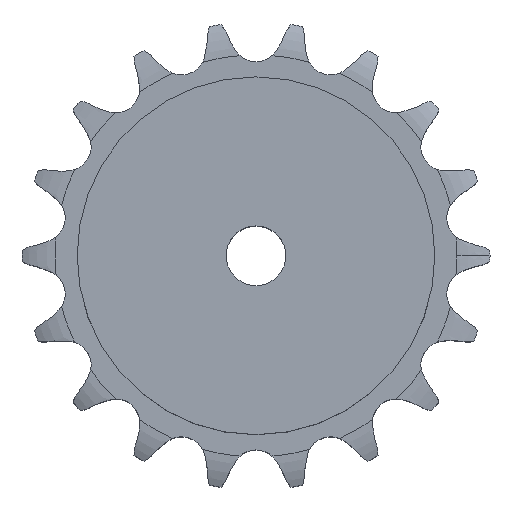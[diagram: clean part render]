
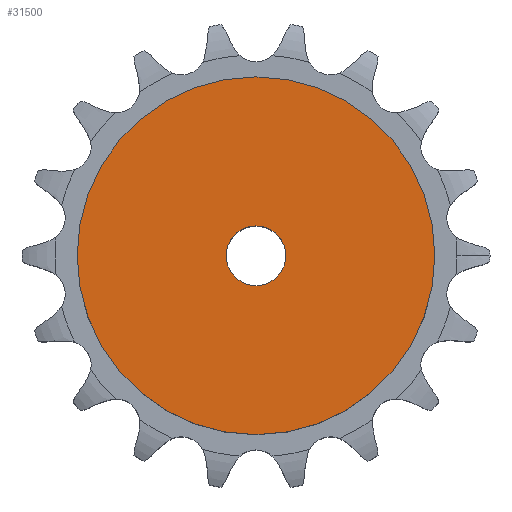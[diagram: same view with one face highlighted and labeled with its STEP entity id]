
A CAD part, top view. The second image highlights one B-rep face of the part: STEP entity #31500.
In plain terms, the highlighted planar face has unit normal (0, 0, 1).
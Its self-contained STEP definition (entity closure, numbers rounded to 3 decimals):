
#16916 = CYLINDRICAL_SURFACE('',#16917,10.);
#16917 = AXIS2_PLACEMENT_3D('',#16918,#16919,#16920);
#16918 = CARTESIAN_POINT('',(0.,0.,255.692));
#16919 = DIRECTION('',(0.,0.,1.));
#16920 = DIRECTION('',(1.,0.,0.));
#21576 = EDGE_CURVE('',#21577,#21577,#21579,.T.);
#21577 = VERTEX_POINT('',#21578);
#21578 = CARTESIAN_POINT('',(10.,0.,70.));
#21579 = SURFACE_CURVE('',#21580,(#21585,#21592),.PCURVE_S1.);
#21580 = CIRCLE('',#21581,10.);
#21581 = AXIS2_PLACEMENT_3D('',#21582,#21583,#21584);
#21582 = CARTESIAN_POINT('',(0.,0.,70.));
#21583 = DIRECTION('',(0.,0.,1.));
#21584 = DIRECTION('',(1.,0.,0.));
#21585 = PCURVE('',#16916,#21586);
#21586 = DEFINITIONAL_REPRESENTATION('',(#21587),#21591);
#21587 = LINE('',#21588,#21589);
#21588 = CARTESIAN_POINT('',(0.,-185.692));
#21589 = VECTOR('',#21590,1.);
#21590 = DIRECTION('',(1.,0.));
#21591 = ( GEOMETRIC_REPRESENTATION_CONTEXT(2) 
PARAMETRIC_REPRESENTATION_CONTEXT() REPRESENTATION_CONTEXT('2D SPACE',''
  ) );
#21592 = PCURVE('',#21593,#21598);
#21593 = PLANE('',#21594);
#21594 = AXIS2_PLACEMENT_3D('',#21595,#21596,#21597);
#21595 = CARTESIAN_POINT('',(0.,0.,70.)
  );
#21596 = DIRECTION('',(0.,0.,1.));
#21597 = DIRECTION('',(1.,0.,0.));
#21598 = DEFINITIONAL_REPRESENTATION('',(#21599),#21603);
#21599 = CIRCLE('',#21600,10.);
#21600 = AXIS2_PLACEMENT_2D('',#21601,#21602);
#21601 = CARTESIAN_POINT('',(0.,0.));
#21602 = DIRECTION('',(1.,0.));
#21603 = ( GEOMETRIC_REPRESENTATION_CONTEXT(2) 
PARAMETRIC_REPRESENTATION_CONTEXT() REPRESENTATION_CONTEXT('2D SPACE',''
  ) );
#31500 = ADVANCED_FACE('',(#31501,#31532),#21593,.T.);
#31501 = FACE_BOUND('',#31502,.T.);
#31502 = EDGE_LOOP('',(#31503));
#31503 = ORIENTED_EDGE('',*,*,#31504,.T.);
#31504 = EDGE_CURVE('',#31505,#31505,#31507,.T.);
#31505 = VERTEX_POINT('',#31506);
#31506 = CARTESIAN_POINT('',(60.,0.,70.));
#31507 = SURFACE_CURVE('',#31508,(#31513,#31520),.PCURVE_S1.);
#31508 = CIRCLE('',#31509,60.);
#31509 = AXIS2_PLACEMENT_3D('',#31510,#31511,#31512);
#31510 = CARTESIAN_POINT('',(0.,0.,70.));
#31511 = DIRECTION('',(0.,0.,1.));
#31512 = DIRECTION('',(1.,0.,0.));
#31513 = PCURVE('',#21593,#31514);
#31514 = DEFINITIONAL_REPRESENTATION('',(#31515),#31519);
#31515 = CIRCLE('',#31516,60.);
#31516 = AXIS2_PLACEMENT_2D('',#31517,#31518);
#31517 = CARTESIAN_POINT('',(0.,0.));
#31518 = DIRECTION('',(1.,0.));
#31519 = ( GEOMETRIC_REPRESENTATION_CONTEXT(2) 
PARAMETRIC_REPRESENTATION_CONTEXT() REPRESENTATION_CONTEXT('2D SPACE',''
  ) );
#31520 = PCURVE('',#31521,#31526);
#31521 = CYLINDRICAL_SURFACE('',#31522,60.);
#31522 = AXIS2_PLACEMENT_3D('',#31523,#31524,#31525);
#31523 = CARTESIAN_POINT('',(0.,0.,0.));
#31524 = DIRECTION('',(-0.,-0.,-1.));
#31525 = DIRECTION('',(1.,0.,0.));
#31526 = DEFINITIONAL_REPRESENTATION('',(#31527),#31531);
#31527 = LINE('',#31528,#31529);
#31528 = CARTESIAN_POINT('',(-0.,-70.));
#31529 = VECTOR('',#31530,1.);
#31530 = DIRECTION('',(-1.,0.));
#31531 = ( GEOMETRIC_REPRESENTATION_CONTEXT(2) 
PARAMETRIC_REPRESENTATION_CONTEXT() REPRESENTATION_CONTEXT('2D SPACE',''
  ) );
#31532 = FACE_BOUND('',#31533,.T.);
#31533 = EDGE_LOOP('',(#31534));
#31534 = ORIENTED_EDGE('',*,*,#21576,.F.);
